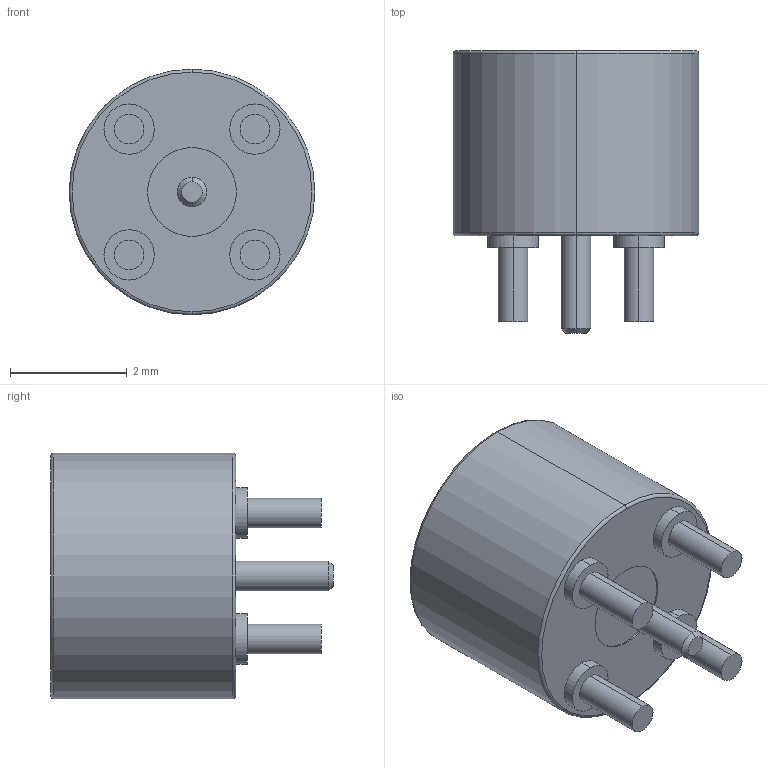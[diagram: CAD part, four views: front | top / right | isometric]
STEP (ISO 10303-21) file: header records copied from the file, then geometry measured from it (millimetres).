
FILE_DESCRIPTION (( 'STEP AP203' ), '1' );
FILE_NAME ('PE44970.step', '2018-09-10T21:08:58', ( '' ), ( '' ), 'SwSTEP 2.0', 'SolidWorks 2017', '' );
FILE_SCHEMA (( 'CONFIG_CONTROL_DESIGN' ));
Length unit declared in the file: inch
Products named in the file (1): PE44970
Bounding box: 4.22 x 4.85 x 4.22 mm (x, y, z)
Volume: 37.1 mm3; surface area: 97.5 mm2
Topology: 1 solids, 1 shells, 61 faces, 120 edges, 74 vertices
Faces by surface type: cylinder 32, plane 15, cone 8, torus 6
Entity records: 1669 total; most frequent: DIRECTION 324, CARTESIAN_POINT 256, ORIENTED_EDGE 240, AXIS2_PLACEMENT_3D 142, EDGE_CURVE 120, CIRCLE 80, EDGE_LOOP 74, VERTEX_POINT 74
